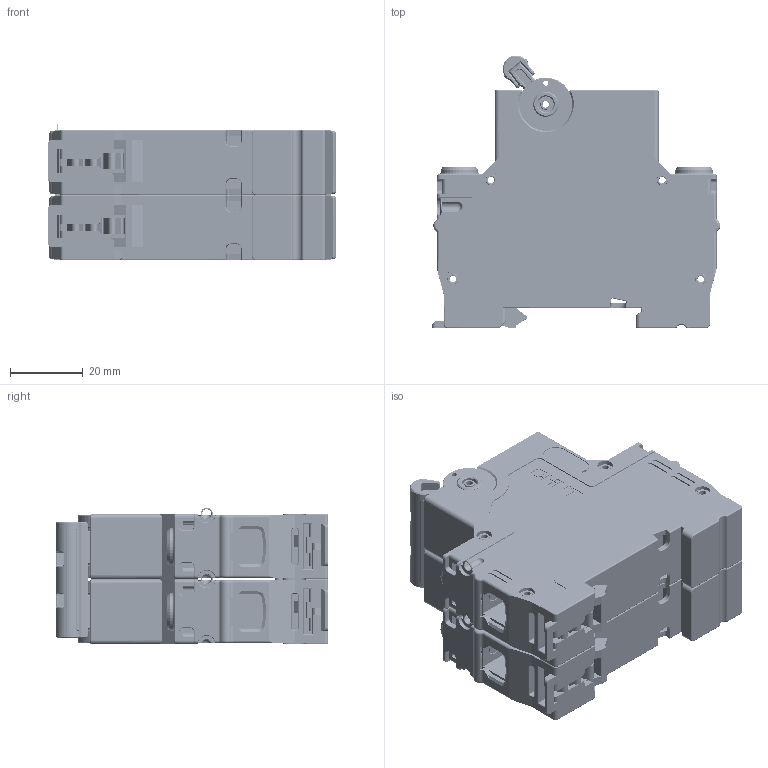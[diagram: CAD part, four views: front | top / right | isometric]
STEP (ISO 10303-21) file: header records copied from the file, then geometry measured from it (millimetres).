
FILE_DESCRIPTION((''),'2;1');
FILE_NAME('NBP-80_1P_N0001_ASM','2023-07-18T08:48:00',('huangyh'),(''),'CREO PARAMETRIC BY PTC INC, 2020044','CREO PARAMETRIC BY PTC INC, 2020044','');
FILE_SCHEMA(('CONFIG_CONTROL_DESIGN','SHAPE_APPEARANCE_LAYERS_GROUPS'));
Products named in the file (28): 8ZTD022665-9_1_1_1; 8ZTD907073-28145_1_1_1; 8ZTD574504-28989_1_1_1; 8ZTD907073-30618_1_1_1; 8ZTD574504-31462_1_1_1; 8ZTD253640-33091_1_1_1; 8ZTD3151318-35988_1_1_1; 8ZTD259176_1_1_1; 8ZTD-322-085-66665_1_1_1; 8ZTD022665-66856_1_1_1; 8ZTD907073-94988_1_1_1; 8ZTD574504-95832_1_1_1; 8ZTD907073-97461_1_1_1; 8ZTD574504-98305_1_1_1; 8ZTD253640-99934_1_1_1; 8ZTD3151318-102831_1_1_1; 8ZTD-322-085-129606_1_1_1; 8ZTD271290-129797_1_1_1; 8ZTD271290-131110_1_1_1; MDING2-121855_1_1; MDING2-122516_1_1; MDING2-123177_1_1; MDING2-123838_1_1; MDING2-124499_1_1; ASM0018_ASM_1_ASM_1_ASM; ASM0025_ASM_1_ASM_1_ASM; NXB-80_2P_2020_10__ASM_1_ASM; NBP-80_1P_N0001_ASM
Assembly tree (27 placements, depth 5):
  NBP-80_1P_N0001_ASM
    NXB-80_2P_2020_10__ASM_1_ASM
      ASM0025_ASM_1_ASM_1_ASM
        ASM0018_ASM_1_ASM_1_ASM
          8ZTD022665-9_1_1_1
          8ZTD907073-28145_1_1_1
          8ZTD574504-28989_1_1_1
          8ZTD907073-30618_1_1_1
          8ZTD574504-31462_1_1_1
          8ZTD253640-33091_1_1_1
          8ZTD3151318-35988_1_1_1
          8ZTD259176_1_1_1
          8ZTD-322-085-66665_1_1_1
          8ZTD022665-66856_1_1_1
          8ZTD907073-94988_1_1_1
          8ZTD574504-95832_1_1_1
          8ZTD907073-97461_1_1_1
          8ZTD574504-98305_1_1_1
          8ZTD253640-99934_1_1_1
          8ZTD3151318-102831_1_1_1
          8ZTD-322-085-129606_1_1_1
          8ZTD271290-129797_1_1_1
          8ZTD271290-131110_1_1_1
          MDING2-121855_1_1
          MDING2-122516_1_1
          MDING2-123177_1_1
          MDING2-123838_1_1
          MDING2-124499_1_1
Bounding box: 79.21 x 74.87 x 37.5 mm (x, y, z)
Volume: 61741.4 mm3; surface area: 103206.3 mm2
Topology: 24 solids, 32 shells, 5502 faces, 15461 edges, 10110 vertices
Faces by surface type: plane 3011, cylinder 1675, cone 370, torus 318, bspline 82, extrusion 24, sphere 22
Entity records: 184262 total; most frequent: CARTESIAN_POINT 38533, ORIENTED_EDGE 30760, DIRECTION 30722, EDGE_CURVE 15431, AXIS2_PLACEMENT_3D 10535, VERTEX_POINT 10110, VECTOR 9652, LINE 9628
